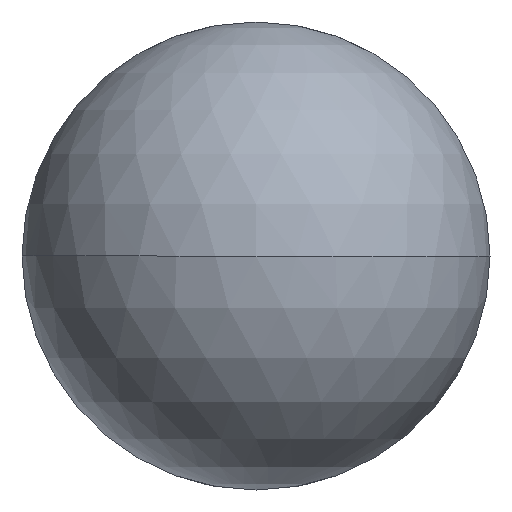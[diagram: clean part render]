
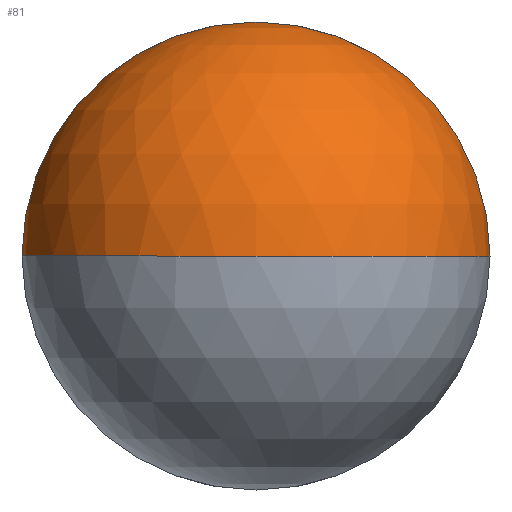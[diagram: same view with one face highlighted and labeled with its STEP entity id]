
A CAD part, front view. The second image highlights one B-rep face of the part: STEP entity #81.
In plain terms, the highlighted spherical face has radius 1.587 mm.
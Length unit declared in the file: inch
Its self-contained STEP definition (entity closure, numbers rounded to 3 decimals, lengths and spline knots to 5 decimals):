
#9 = DIRECTION ( 'NONE',  ( 0., 0., -1. ) ) ;
#17 = ORIENTED_EDGE ( 'NONE', *, *, #173, .T. ) ;
#40 = DIRECTION ( 'NONE',  ( -1., 0., 0. ) ) ;
#55 = AXIS2_PLACEMENT_3D ( 'NONE', #293, #182, #40 ) ;
#57 = CARTESIAN_POINT ( 'NONE',  ( 0., 0.0625, 0.0625 ) ) ;
#59 = DIRECTION ( 'NONE',  ( 0., 0., 1. ) ) ;
#71 = CIRCLE ( 'NONE', #227, 0.0625 ) ;
#81 = ADVANCED_FACE ( 'NONE', ( #238 ), #100, .T. ) ;
#82 = VERTEX_POINT ( 'NONE', #133 ) ;
#93 = DIRECTION ( 'NONE',  ( 1., 0., 0. ) ) ;
#100 = SPHERICAL_SURFACE ( 'NONE', #228, 0.0625 ) ;
#102 = CARTESIAN_POINT ( 'NONE',  ( -0.0625, 0.0625, 0. ) ) ;
#121 = EDGE_CURVE ( 'NONE', #82, #331, #194, .T. ) ;
#124 = CIRCLE ( 'NONE', #237, 0.0625 ) ;
#131 = DIRECTION ( 'NONE',  ( 0., -1., 0. ) ) ;
#133 = CARTESIAN_POINT ( 'NONE',  ( 0.0625, 0.0625, 0. ) ) ;
#151 = AXIS2_PLACEMENT_3D ( 'NONE', #315, #59, #93 ) ;
#162 = DIRECTION ( 'NONE',  ( 0., 0., 1. ) ) ;
#173 = EDGE_CURVE ( 'NONE', #82, #252, #124, .T. ) ;
#182 = DIRECTION ( 'NONE',  ( 0., 0., -1. ) ) ;
#192 = ORIENTED_EDGE ( 'NONE', *, *, #121, .F. ) ;
#194 = CIRCLE ( 'NONE', #55, 0.0625 ) ;
#199 = CARTESIAN_POINT ( 'NONE',  ( 0., 0.0625, 0. ) ) ;
#227 = AXIS2_PLACEMENT_3D ( 'NONE', #199, #131, #233 ) ;
#228 = AXIS2_PLACEMENT_3D ( 'NONE', #311, #162, #260 ) ;
#232 = CARTESIAN_POINT ( 'NONE',  ( 0., 0., 0. ) ) ;
#233 = DIRECTION ( 'NONE',  ( 0., 0., -1. ) ) ;
#237 = AXIS2_PLACEMENT_3D ( 'NONE', #269, #333, #9 ) ;
#238 = FACE_OUTER_BOUND ( 'NONE', #367, .T. ) ;
#244 = EDGE_CURVE ( 'NONE', #252, #338, #71, .T. ) ;
#252 = VERTEX_POINT ( 'NONE', #57 ) ;
#253 = ORIENTED_EDGE ( 'NONE', *, *, #326, .T. ) ;
#260 = DIRECTION ( 'NONE',  ( 1., 0., 0. ) ) ;
#269 = CARTESIAN_POINT ( 'NONE',  ( 0., 0.0625, 0. ) ) ;
#293 = CARTESIAN_POINT ( 'NONE',  ( 0., 0.0625, 0. ) ) ;
#301 = ORIENTED_EDGE ( 'NONE', *, *, #244, .T. ) ;
#311 = CARTESIAN_POINT ( 'NONE',  ( 0., 0.0625, 0. ) ) ;
#315 = CARTESIAN_POINT ( 'NONE',  ( 0., 0.0625, 0. ) ) ;
#326 = EDGE_CURVE ( 'NONE', #338, #331, #336, .T. ) ;
#331 = VERTEX_POINT ( 'NONE', #232 ) ;
#333 = DIRECTION ( 'NONE',  ( 0., -1., 0. ) ) ;
#336 = CIRCLE ( 'NONE', #151, 0.0625 ) ;
#338 = VERTEX_POINT ( 'NONE', #102 ) ;
#367 = EDGE_LOOP ( 'NONE', ( #301, #253, #192, #17 ) ) ;
